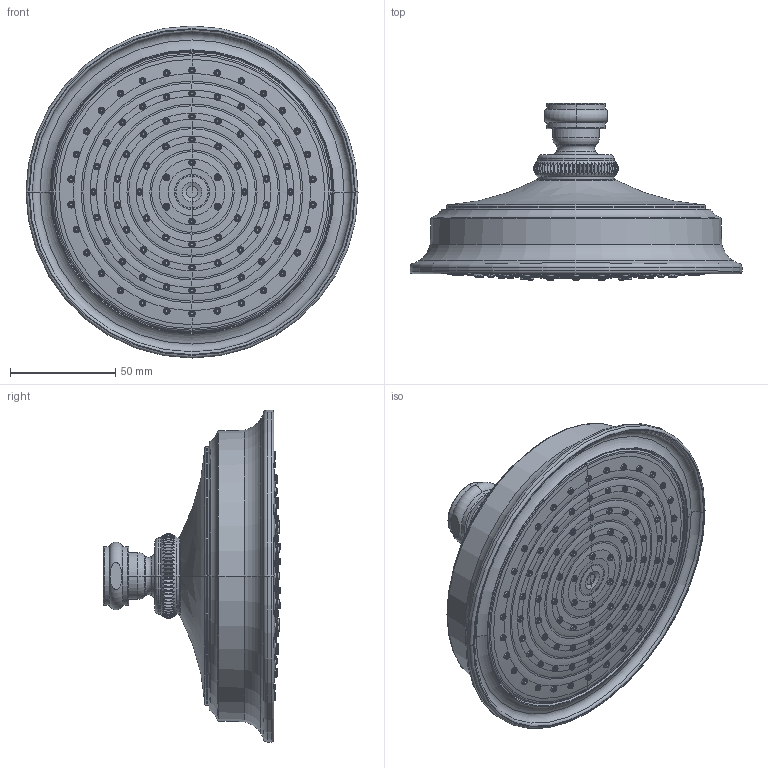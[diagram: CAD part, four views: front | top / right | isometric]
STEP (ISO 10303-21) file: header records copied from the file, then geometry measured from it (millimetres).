
FILE_DESCRIPTION((''),'2;1');
FILE_NAME('2142_ASM','2021-03-17T08:39:01',('rsmith'),(''),'CREO PARAMETRIC BY PTC INC, 2018400','CREO PARAMETRIC BY PTC INC, 2018400','');
FILE_SCHEMA(('AUTOMOTIVE_DESIGN { 1 0 10303 214 1 1 1 1 }'));
Length unit declared in the file: inch
Products named in the file (9): 1-200_1; 1-200_2; 1-200_ASM; 80152; 80144; 80150; 91157; 80151; 2142_ASM
Assembly tree (97 placements, depth 3):
  2142_ASM
    1-200_ASM
      1-200_1
      1-200_2  x90
    80152
    80144
    80150
    91157
    80151
Bounding box: 157.48 x 83.98 x 157.48 mm (x, y, z)
Volume: 155748.1 mm3; surface area: 139440.6 mm2
Topology: 97 solids, 97 shells, 1726 faces, 4094 edges, 2628 vertices
Faces by surface type: cylinder 774, plane 424, torus 264, cone 200, sphere 54, bspline 10
Entity records: 41747 total; most frequent: CARTESIAN_POINT 10818, ORIENTED_EDGE 4264, DIRECTION 4060, PRESENTATION_STYLE_ASSIGNMENT 2611, STYLED_ITEM 2611, CURVE_STYLE 2132, EDGE_CURVE 2132, AXIS2_PLACEMENT_3D 1778
